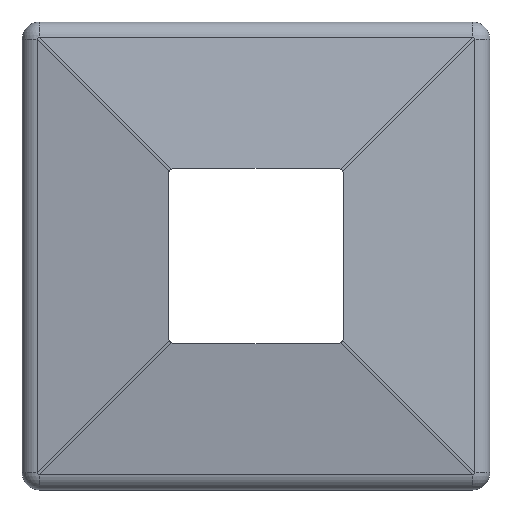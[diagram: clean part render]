
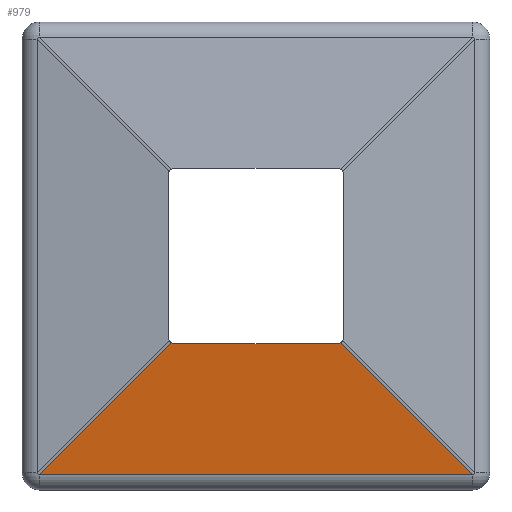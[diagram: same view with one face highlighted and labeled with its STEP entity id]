
A CAD part, top view. The second image highlights one B-rep face of the part: STEP entity #979.
In plain terms, the highlighted planar face has unit normal (0, -0.131, 0.991).
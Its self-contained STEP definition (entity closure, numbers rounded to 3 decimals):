
#8 = DIRECTION ( 'NONE',  ( -0.704, 0.704, 0.093 ) ) ;
#36 = CARTESIAN_POINT ( 'NONE',  ( 18.75, -20.25, 25. ) ) ;
#51 = ORIENTED_EDGE ( 'NONE', *, *, #786, .T. ) ;
#57 = LINE ( 'NONE', #1619, #1047 ) ;
#67 = EDGE_CURVE ( 'NONE', #1192, #957, #402, .T. ) ;
#86 = CARTESIAN_POINT ( 'NONE',  ( -19.283, -20.178, 25.009 ) ) ;
#101 = CARTESIAN_POINT ( 'NONE',  ( 19.283, -20.178, 25.009 ) ) ;
#147 = CARTESIAN_POINT ( 'NONE',  ( 50., -50.523, 21.004 ) ) ;
#159 = CARTESIAN_POINT ( 'NONE',  ( 19.021, -20.25, 25. ) ) ;
#224 = CARTESIAN_POINT ( 'NONE',  ( -18.75, -20.25, 25. ) ) ;
#277 = LINE ( 'NONE', #793, #1399 ) ;
#330 = ORIENTED_EDGE ( 'NONE', *, *, #561, .T. ) ;
#398 = DIRECTION ( 'NONE',  ( -0.704, -0.704, -0.093 ) ) ;
#402 =( BOUNDED_CURVE ( )  B_SPLINE_CURVE ( 3, ( #1285, #101, #159, #36 ),
 .UNSPECIFIED., .F., .F. ) 
 B_SPLINE_CURVE_WITH_KNOTS ( ( 4, 4 ),
 ( 2.606, 3.142 ),
 .UNSPECIFIED. ) 
 CURVE ( )  GEOMETRIC_REPRESENTATION_ITEM ( )  RATIONAL_B_SPLINE_CURVE ( ( 1., 0.976, 0.976, 1. ) ) 
 REPRESENTATION_ITEM ( '' )  );
#412 = VERTEX_POINT ( 'NONE', #958 ) ;
#435 = CARTESIAN_POINT ( 'NONE',  ( -18.75, -20.25, 25. ) ) ;
#436 = DIRECTION ( 'NONE',  ( 0., 0.131, -0.991 ) ) ;
#477 = VERTEX_POINT ( 'NONE', #435 ) ;
#561 = EDGE_CURVE ( 'NONE', #856, #1192, #1356, .T. ) ;
#562 = CARTESIAN_POINT ( 'NONE',  ( 53.736, -54.259, 20.511 ) ) ;
#564 = CARTESIAN_POINT ( 'NONE',  ( -19.516, -20.04, 25.028 ) ) ;
#620 = ORIENTED_EDGE ( 'NONE', *, *, #67, .T. ) ;
#631 = AXIS2_PLACEMENT_3D ( 'NONE', #707, #436, #837 ) ;
#707 = CARTESIAN_POINT ( 'NONE',  ( 54., -54., 20.545 ) ) ;
#782 = ORIENTED_EDGE ( 'NONE', *, *, #918, .T. ) ;
#786 = EDGE_CURVE ( 'NONE', #921, #412, #277, .T. ) ;
#793 = CARTESIAN_POINT ( 'NONE',  ( -0.202, -0.726, 27.577 ) ) ;
#802 = EDGE_CURVE ( 'NONE', #957, #477, #925, .T. ) ;
#803 = CARTESIAN_POINT ( 'NONE',  ( 54., -20.25, 25. ) ) ;
#833 = ORIENTED_EDGE ( 'NONE', *, *, #802, .T. ) ;
#837 = DIRECTION ( 'NONE',  ( 0., 0.991, 0.131 ) ) ;
#856 = VERTEX_POINT ( 'NONE', #147 ) ;
#918 = EDGE_CURVE ( 'NONE', #412, #856, #57, .T. ) ;
#921 = VERTEX_POINT ( 'NONE', #564 ) ;
#925 = LINE ( 'NONE', #803, #1335 ) ;
#957 = VERTEX_POINT ( 'NONE', #1474 ) ;
#958 = CARTESIAN_POINT ( 'NONE',  ( -50., -50.523, 21.004 ) ) ;
#979 = ADVANCED_FACE ( 'NONE', ( #1221 ), #1610, .F. ) ;
#982 =( BOUNDED_CURVE ( )  B_SPLINE_CURVE ( 3, ( #224, #1287, #86, #1260 ),
 .UNSPECIFIED., .F., .T. ) 
 B_SPLINE_CURVE_WITH_KNOTS ( ( 4, 4 ),
 ( 0., 0.536 ),
 .UNSPECIFIED. ) 
 CURVE ( )  GEOMETRIC_REPRESENTATION_ITEM ( )  RATIONAL_B_SPLINE_CURVE ( ( 1., 0.976, 0.976, 1. ) ) 
 REPRESENTATION_ITEM ( '' )  );
#991 = CARTESIAN_POINT ( 'NONE',  ( 19.516, -20.04, 25.028 ) ) ;
#1047 = VECTOR ( 'NONE', #1600, 1000. ) ;
#1190 = ORIENTED_EDGE ( 'NONE', *, *, #1693, .T. ) ;
#1192 = VERTEX_POINT ( 'NONE', #991 ) ;
#1221 = FACE_OUTER_BOUND ( 'NONE', #1361, .T. ) ;
#1260 = CARTESIAN_POINT ( 'NONE',  ( -19.516, -20.04, 25.028 ) ) ;
#1285 = CARTESIAN_POINT ( 'NONE',  ( 19.516, -20.04, 25.028 ) ) ;
#1287 = CARTESIAN_POINT ( 'NONE',  ( -19.021, -20.25, 25. ) ) ;
#1335 = VECTOR ( 'NONE', #1427, 1000. ) ;
#1356 = LINE ( 'NONE', #562, #1468 ) ;
#1361 = EDGE_LOOP ( 'NONE', ( #782, #330, #620, #833, #1190, #51 ) ) ;
#1399 = VECTOR ( 'NONE', #398, 1000. ) ;
#1427 = DIRECTION ( 'NONE',  ( -1., 0., 0. ) ) ;
#1468 = VECTOR ( 'NONE', #8, 1000. ) ;
#1474 = CARTESIAN_POINT ( 'NONE',  ( 18.75, -20.25, 25. ) ) ;
#1600 = DIRECTION ( 'NONE',  ( 1., 0., 0. ) ) ;
#1610 = PLANE ( 'NONE',  #631 ) ;
#1619 = CARTESIAN_POINT ( 'NONE',  ( 54., -50.523, 21.004 ) ) ;
#1693 = EDGE_CURVE ( 'NONE', #477, #921, #982, .T. ) ;
